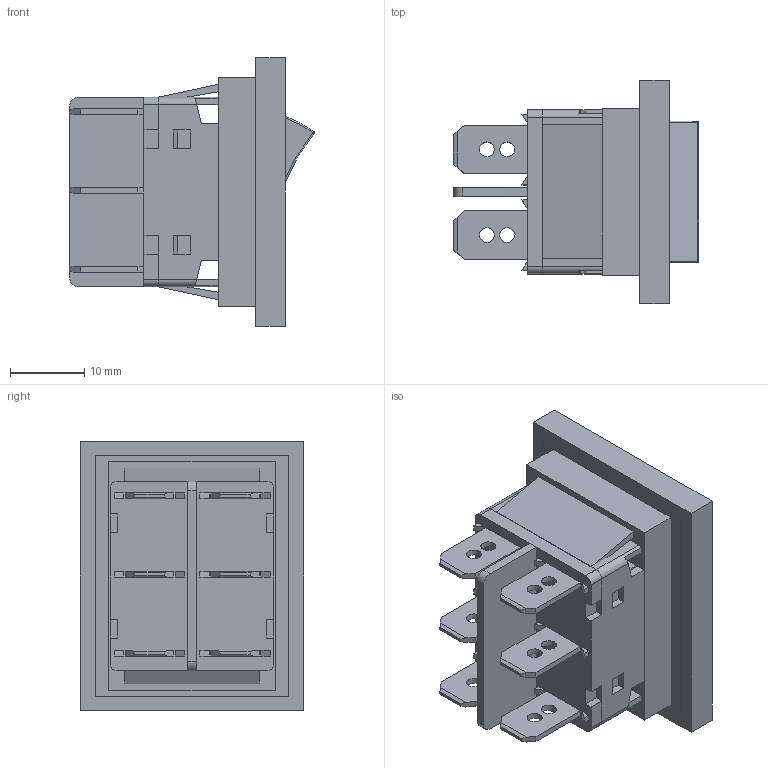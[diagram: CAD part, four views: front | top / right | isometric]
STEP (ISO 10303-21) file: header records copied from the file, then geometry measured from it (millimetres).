
FILE_DESCRIPTION(/* description */ (''),/* implementation_level */ '2;1');
FILE_NAME(/* name */ 'PS-03 Kopieren_v1.step',/* time_stamp */ '2025-03-29T15:23:49+01:00',/* author */ (''),/* organization */ (''),/* preprocessor_version */ 'ST-DEVELOPER v20.1',/* originating_system */ 'Autodesk Translation Framework v14.4.0.0',/* authorisation */ '');
FILE_SCHEMA (('AUTOMOTIVE_DESIGN { 1 0 10303 214 3 1 1 }'));
Length unit declared in the file: millimetre
Products named in the file (6): PS-03 Kopieren; Schaltfläche Grün; Schaltfläche Rot; SChalter Körper; Platzbedarf; Ausschnitt
Assembly tree (5 placements, depth 2):
  PS-03 Kopieren
    Schaltfläche Grün
    Schaltfläche Rot
    SChalter Körper
    Platzbedarf
    Ausschnitt
Bounding box: 32.91 x 30 x 36 mm (x, y, z)
Volume: 22597.2 mm3; surface area: 15906 mm2
Topology: 26 solids, 26 shells, 325 faces, 796 edges, 516 vertices
Faces by surface type: plane 271, cylinder 38, torus 8, sphere 8
Full cylindrical faces by diameter (mm): 2 x12
Entity records: 9627 total; most frequent: CARTESIAN_POINT 1644, ORIENTED_EDGE 1584, DIRECTION 1568, EDGE_CURVE 792, LINE 688, VECTOR 688, VERTEX_POINT 516, AXIS2_PLACEMENT_3D 440
